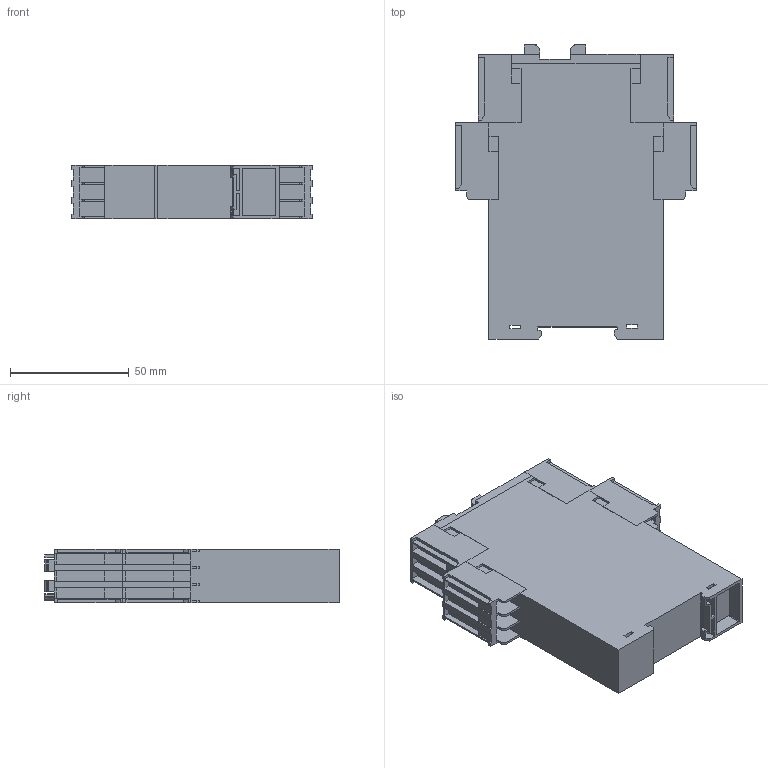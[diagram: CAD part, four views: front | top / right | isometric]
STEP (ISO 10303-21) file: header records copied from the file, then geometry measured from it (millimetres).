
FILE_DESCRIPTION (( 'STEP AP214' ), '1' );
FILE_NAME ('3RK3311-1AA10.STEP', '2011-02-23T14:53:44', ( 'Uwe Förster' ), ( 'Siemens and Partners' ), 'SwSTEP 2.0', 'SolidWorks 2011', '' );
FILE_SCHEMA (( 'AUTOMOTIVE_DESIGN' ));
Length unit declared in the file: millimetre
Products named in the file (1): 3RK3311-1AA10
Bounding box: 101.5 x 124.1 x 22.5 mm (x, y, z)
Volume: 200718.4 mm3; surface area: 41417.5 mm2
Topology: 1 solids, 1 shells, 1097 faces, 2962 edges, 1944 vertices
Faces by surface type: plane 843, bspline 196, cylinder 58
Entity records: 50251 total; most frequent: CARTESIAN_POINT 12491, ORIENTED_EDGE 5924, DIRECTION 4377, EDGE_CURVE 2962, VECTOR 2313, LINE 2313, VERTEX_POINT 1944, EDGE_LOOP 1184
